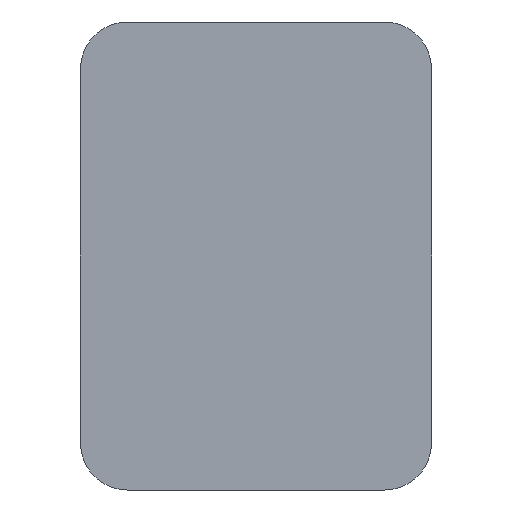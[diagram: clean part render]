
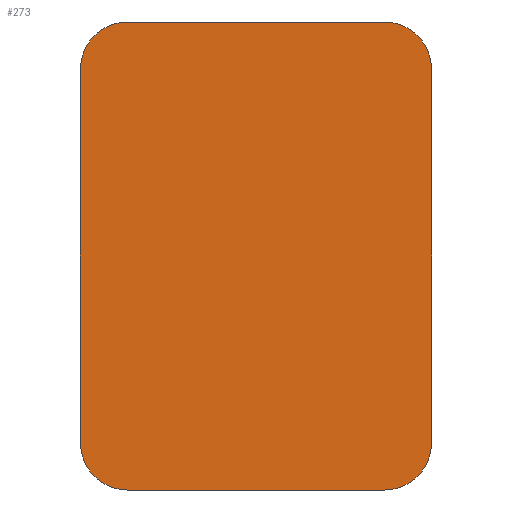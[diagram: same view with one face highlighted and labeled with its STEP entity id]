
A CAD part, front view. The second image highlights one B-rep face of the part: STEP entity #273.
In plain terms, the highlighted planar face has unit normal (0, -1, 0).
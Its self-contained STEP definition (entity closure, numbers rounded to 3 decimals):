
#5 = CARTESIAN_POINT ( 'NONE',  ( 7.5, -5., 8. ) ) ;
#18 = EDGE_CURVE ( 'NONE', #344, #108, #491, .T. ) ;
#32 = AXIS2_PLACEMENT_3D ( 'NONE', #159, #402, #401 ) ;
#41 = CARTESIAN_POINT ( 'NONE',  ( -7.5, -5., -8. ) ) ;
#55 = CARTESIAN_POINT ( 'NONE',  ( -7.5, -5., 10. ) ) ;
#61 = EDGE_CURVE ( 'NONE', #325, #353, #67, .T. ) ;
#67 = CIRCLE ( 'NONE', #32, 2. ) ;
#92 = CARTESIAN_POINT ( 'NONE',  ( -5.5, -5., -10. ) ) ;
#95 = DIRECTION ( 'NONE',  ( 0., 0., -1. ) ) ;
#99 = ORIENTED_EDGE ( 'NONE', *, *, #467, .T. ) ;
#104 = CIRCLE ( 'NONE', #146, 2. ) ;
#105 = VECTOR ( 'NONE', #408, 1000. ) ;
#107 = ORIENTED_EDGE ( 'NONE', *, *, #225, .F. ) ;
#108 = VERTEX_POINT ( 'NONE', #92 ) ;
#146 = AXIS2_PLACEMENT_3D ( 'NONE', #433, #181, #472 ) ;
#152 = VERTEX_POINT ( 'NONE', #238 ) ;
#159 = CARTESIAN_POINT ( 'NONE',  ( 5.5, -5., 8. ) ) ;
#169 = PLANE ( 'NONE',  #474 ) ;
#177 = LINE ( 'NONE', #456, #196 ) ;
#180 = EDGE_CURVE ( 'NONE', #463, #353, #373, .T. ) ;
#181 = DIRECTION ( 'NONE',  ( 0., -1., 0. ) ) ;
#182 = CARTESIAN_POINT ( 'NONE',  ( -5.5, -5., 10. ) ) ;
#186 = CARTESIAN_POINT ( 'NONE',  ( -5.5, -5., 8. ) ) ;
#188 = FACE_OUTER_BOUND ( 'NONE', #369, .T. ) ;
#196 = VECTOR ( 'NONE', #95, 1000. ) ;
#200 = VECTOR ( 'NONE', #326, 1000. ) ;
#201 = AXIS2_PLACEMENT_3D ( 'NONE', #186, #388, #265 ) ;
#215 = ORIENTED_EDGE ( 'NONE', *, *, #400, .T. ) ;
#221 = LINE ( 'NONE', #270, #469 ) ;
#224 = VERTEX_POINT ( 'NONE', #412 ) ;
#225 = EDGE_CURVE ( 'NONE', #325, #152, #177, .T. ) ;
#234 = EDGE_CURVE ( 'NONE', #254, #344, #309, .T. ) ;
#238 = CARTESIAN_POINT ( 'NONE',  ( 7.5, -5., -8. ) ) ;
#254 = VERTEX_POINT ( 'NONE', #494 ) ;
#265 = DIRECTION ( 'NONE',  ( 0., 0., 1. ) ) ;
#270 = CARTESIAN_POINT ( 'NONE',  ( -7.5, -5., -10. ) ) ;
#273 = ADVANCED_FACE ( 'NONE', ( #188 ), #169, .F. ) ;
#285 = CARTESIAN_POINT ( 'NONE',  ( -7.5, -5., 10. ) ) ;
#287 = CARTESIAN_POINT ( 'NONE',  ( -7.5, -5., 10. ) ) ;
#309 = LINE ( 'NONE', #287, #200 ) ;
#317 = ORIENTED_EDGE ( 'NONE', *, *, #180, .F. ) ;
#325 = VERTEX_POINT ( 'NONE', #5 ) ;
#326 = DIRECTION ( 'NONE',  ( 0., 0., -1. ) ) ;
#339 = ORIENTED_EDGE ( 'NONE', *, *, #420, .T. ) ;
#344 = VERTEX_POINT ( 'NONE', #41 ) ;
#345 = DIRECTION ( 'NONE',  ( 1., 0., 0. ) ) ;
#353 = VERTEX_POINT ( 'NONE', #423 ) ;
#355 = DIRECTION ( 'NONE',  ( 0., 0., 1. ) ) ;
#358 = DIRECTION ( 'NONE',  ( 0., -1., 0. ) ) ;
#369 = EDGE_LOOP ( 'NONE', ( #478, #390, #215, #99, #107, #487, #317, #339 ) ) ;
#373 = LINE ( 'NONE', #55, #105 ) ;
#388 = DIRECTION ( 'NONE',  ( 0., -1., 0. ) ) ;
#390 = ORIENTED_EDGE ( 'NONE', *, *, #18, .T. ) ;
#393 = CARTESIAN_POINT ( 'NONE',  ( -5.5, -5., -8. ) ) ;
#394 = AXIS2_PLACEMENT_3D ( 'NONE', #393, #358, #355 ) ;
#400 = EDGE_CURVE ( 'NONE', #108, #224, #221, .T. ) ;
#401 = DIRECTION ( 'NONE',  ( 0., 0., 1. ) ) ;
#402 = DIRECTION ( 'NONE',  ( 0., -1., 0. ) ) ;
#408 = DIRECTION ( 'NONE',  ( 1., 0., 0. ) ) ;
#412 = CARTESIAN_POINT ( 'NONE',  ( 5.5, -5., -10. ) ) ;
#420 = EDGE_CURVE ( 'NONE', #463, #254, #475, .T. ) ;
#423 = CARTESIAN_POINT ( 'NONE',  ( 5.5, -5., 10. ) ) ;
#433 = CARTESIAN_POINT ( 'NONE',  ( 5.5, -5., -8. ) ) ;
#454 = DIRECTION ( 'NONE',  ( 0., 0., 1. ) ) ;
#456 = CARTESIAN_POINT ( 'NONE',  ( 7.5, -5., 10. ) ) ;
#463 = VERTEX_POINT ( 'NONE', #182 ) ;
#467 = EDGE_CURVE ( 'NONE', #224, #152, #104, .T. ) ;
#469 = VECTOR ( 'NONE', #345, 1000. ) ;
#472 = DIRECTION ( 'NONE',  ( 0., 0., 1. ) ) ;
#474 = AXIS2_PLACEMENT_3D ( 'NONE', #285, #500, #454 ) ;
#475 = CIRCLE ( 'NONE', #201, 2. ) ;
#478 = ORIENTED_EDGE ( 'NONE', *, *, #234, .T. ) ;
#487 = ORIENTED_EDGE ( 'NONE', *, *, #61, .T. ) ;
#491 = CIRCLE ( 'NONE', #394, 2. ) ;
#494 = CARTESIAN_POINT ( 'NONE',  ( -7.5, -5., 8. ) ) ;
#500 = DIRECTION ( 'NONE',  ( 0., 1., 0. ) ) ;
